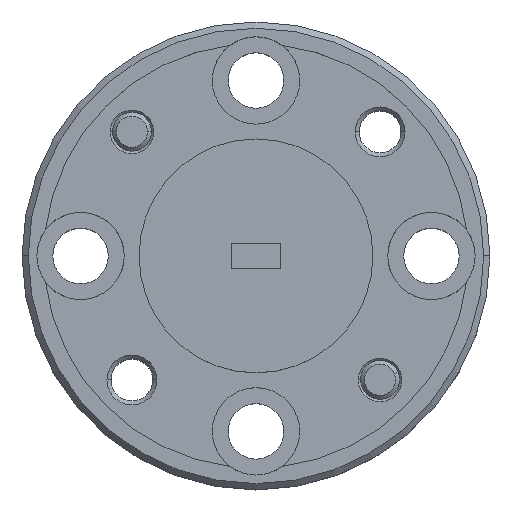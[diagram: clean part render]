
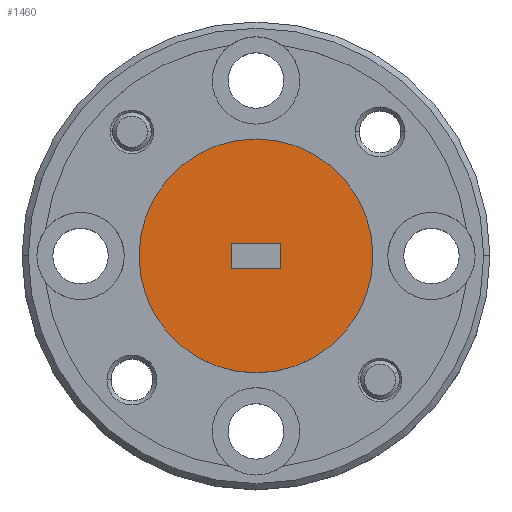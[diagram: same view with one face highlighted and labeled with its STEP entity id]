
A CAD part, top view. The second image highlights one B-rep face of the part: STEP entity #1460.
In plain terms, the highlighted planar face has unit normal (0, 0, 1).
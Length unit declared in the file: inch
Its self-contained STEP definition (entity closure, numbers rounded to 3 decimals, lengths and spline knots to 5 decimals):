
#33 = CARTESIAN_POINT ( 'NONE',  ( 0.04, -0.02, 0.16 ) ) ;
#36 = VERTEX_POINT ( 'NONE', #164 ) ;
#38 = CARTESIAN_POINT ( 'NONE',  ( 0., 0., 0.16 ) ) ;
#39 = VERTEX_POINT ( 'NONE', #294 ) ;
#43 = DIRECTION ( 'NONE',  ( 0., 0., 1. ) ) ;
#63 = AXIS2_PLACEMENT_3D ( 'NONE', #1195, #43, #1558 ) ;
#111 = AXIS2_PLACEMENT_3D ( 'NONE', #38, #1572, #765 ) ;
#164 = CARTESIAN_POINT ( 'NONE',  ( 0.04, 0.02, 0.16 ) ) ;
#190 = CIRCLE ( 'NONE', #63, 0.1875 ) ;
#235 = VERTEX_POINT ( 'NONE', #736 ) ;
#258 = VERTEX_POINT ( 'NONE', #1030 ) ;
#260 = EDGE_CURVE ( 'NONE', #235, #258, #190, .T. ) ;
#294 = CARTESIAN_POINT ( 'NONE',  ( -0.04, -0.02, 0.16 ) ) ;
#339 = VERTEX_POINT ( 'NONE', #33 ) ;
#345 = DIRECTION ( 'NONE',  ( -1., 0., 0. ) ) ;
#466 = VECTOR ( 'NONE', #2476, 39.37008 ) ;
#497 = EDGE_CURVE ( 'NONE', #36, #1793, #1679, .T. ) ;
#593 = LINE ( 'NONE', #1143, #466 ) ;
#622 = CIRCLE ( 'NONE', #709, 0.1875 ) ;
#674 = CARTESIAN_POINT ( 'NONE',  ( 0., 0., 0.16 ) ) ;
#709 = AXIS2_PLACEMENT_3D ( 'NONE', #674, #1016, #1072 ) ;
#736 = CARTESIAN_POINT ( 'NONE',  ( -0.1875, 0., 0.16 ) ) ;
#752 = EDGE_LOOP ( 'NONE', ( #2365, #2070 ) ) ;
#765 = DIRECTION ( 'NONE',  ( 1., 0., 0. ) ) ;
#809 = PLANE ( 'NONE',  #111 ) ;
#931 = ORIENTED_EDGE ( 'NONE', *, *, #1836, .F. ) ;
#962 = FACE_OUTER_BOUND ( 'NONE', #752, .T. ) ;
#1016 = DIRECTION ( 'NONE',  ( 0., 0., 1. ) ) ;
#1030 = CARTESIAN_POINT ( 'NONE',  ( 0.1875, 0., 0.16 ) ) ;
#1056 = LINE ( 'NONE', #1221, #2305 ) ;
#1072 = DIRECTION ( 'NONE',  ( 1., 0., 0. ) ) ;
#1086 = ORIENTED_EDGE ( 'NONE', *, *, #497, .F. ) ;
#1135 = EDGE_CURVE ( 'NONE', #1793, #39, #1256, .T. ) ;
#1143 = CARTESIAN_POINT ( 'NONE',  ( 0.04, -0.02, 0.16 ) ) ;
#1195 = CARTESIAN_POINT ( 'NONE',  ( 0., 0., 0.16 ) ) ;
#1221 = CARTESIAN_POINT ( 'NONE',  ( 0.04, -0.02, 0.16 ) ) ;
#1224 = CARTESIAN_POINT ( 'NONE',  ( -0.04, -0.02, 0.16 ) ) ;
#1256 = LINE ( 'NONE', #1224, #1313 ) ;
#1313 = VECTOR ( 'NONE', #1988, 39.37008 ) ;
#1460 = ADVANCED_FACE ( 'NONE', ( #1764, #962 ), #809, .T. ) ;
#1509 = EDGE_CURVE ( 'NONE', #39, #339, #1056, .T. ) ;
#1548 = EDGE_CURVE ( 'NONE', #258, #235, #622, .T. ) ;
#1558 = DIRECTION ( 'NONE',  ( 1., 0., 0. ) ) ;
#1572 = DIRECTION ( 'NONE',  ( 0., 0., 1. ) ) ;
#1641 = ORIENTED_EDGE ( 'NONE', *, *, #1509, .F. ) ;
#1656 = ORIENTED_EDGE ( 'NONE', *, *, #1135, .F. ) ;
#1679 = LINE ( 'NONE', #2034, #1749 ) ;
#1749 = VECTOR ( 'NONE', #345, 39.37008 ) ;
#1764 = FACE_BOUND ( 'NONE', #1902, .T. ) ;
#1793 = VERTEX_POINT ( 'NONE', #1933 ) ;
#1826 = DIRECTION ( 'NONE',  ( 1., 0., 0. ) ) ;
#1836 = EDGE_CURVE ( 'NONE', #339, #36, #593, .T. ) ;
#1902 = EDGE_LOOP ( 'NONE', ( #1656, #1086, #931, #1641 ) ) ;
#1933 = CARTESIAN_POINT ( 'NONE',  ( -0.04, 0.02, 0.16 ) ) ;
#1988 = DIRECTION ( 'NONE',  ( 0., -1., 0. ) ) ;
#2034 = CARTESIAN_POINT ( 'NONE',  ( 0.04, 0.02, 0.16 ) ) ;
#2070 = ORIENTED_EDGE ( 'NONE', *, *, #260, .T. ) ;
#2305 = VECTOR ( 'NONE', #1826, 39.37008 ) ;
#2365 = ORIENTED_EDGE ( 'NONE', *, *, #1548, .T. ) ;
#2476 = DIRECTION ( 'NONE',  ( 0., 1., 0. ) ) ;
